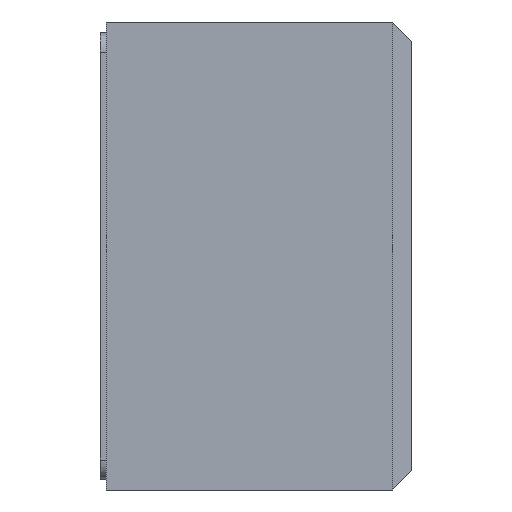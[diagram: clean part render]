
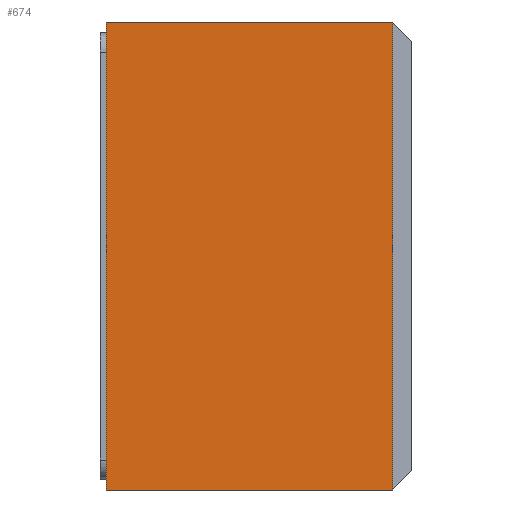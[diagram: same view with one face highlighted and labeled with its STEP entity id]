
A CAD part, left-side view. The second image highlights one B-rep face of the part: STEP entity #674.
In plain terms, the highlighted planar face has unit normal (-1, 0, 0).
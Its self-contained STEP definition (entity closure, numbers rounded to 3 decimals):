
#240 = LINE ( 'NONE', #300, #299 ) ;
#271 = CARTESIAN_POINT ( 'NONE',  ( -75., 48.997, 37.5 ) ) ;
#289 = DIRECTION ( 'NONE',  ( 0., 0., 1. ) ) ;
#290 = VECTOR ( 'NONE', #289, 1000. ) ;
#291 = CARTESIAN_POINT ( 'NONE',  ( -75., 48.997, -37.5 ) ) ;
#292 = LINE ( 'NONE', #291, #290 ) ;
#298 = DIRECTION ( 'NONE',  ( 0., -1., 0. ) ) ;
#299 = VECTOR ( 'NONE', #298, 1000. ) ;
#300 = CARTESIAN_POINT ( 'NONE',  ( -75., 48.997, 37.5 ) ) ;
#674 = ADVANCED_FACE ( 'NONE', ( #1513 ), #1508, .F. ) ;
#675 = EDGE_LOOP ( 'NONE', ( #676, #680, #915, #772 ) ) ;
#676 = ORIENTED_EDGE ( 'NONE', *, *, #677, .T. ) ;
#677 = EDGE_CURVE ( 'NONE', #678, #679, #1503, .T. ) ;
#678 = VERTEX_POINT ( 'NONE', #1537 ) ;
#679 = VERTEX_POINT ( 'NONE', #1563 ) ;
#680 = ORIENTED_EDGE ( 'NONE', *, *, #681, .T. ) ;
#681 = EDGE_CURVE ( 'NONE', #679, #685, #1550, .T. ) ;
#685 = VERTEX_POINT ( 'NONE', #1555 ) ;
#767 = EDGE_CURVE ( 'NONE', #783, #685, #240, .T. ) ;
#771 = EDGE_CURVE ( 'NONE', #678, #783, #292, .T. ) ;
#772 = ORIENTED_EDGE ( 'NONE', *, *, #771, .F. ) ;
#783 = VERTEX_POINT ( 'NONE', #271 ) ;
#915 = ORIENTED_EDGE ( 'NONE', *, *, #767, .F. ) ;
#1332 = DIRECTION ( 'NONE',  ( 0., -1., 0. ) ) ;
#1405 = CARTESIAN_POINT ( 'NONE',  ( -75., 48.997, -37.5 ) ) ;
#1409 = VECTOR ( 'NONE', #1332, 1000. ) ;
#1503 = LINE ( 'NONE', #1405, #1409 ) ;
#1504 = DIRECTION ( 'NONE',  ( 0., 0., -1. ) ) ;
#1505 = DIRECTION ( 'NONE',  ( 1., 0., 0. ) ) ;
#1506 = CARTESIAN_POINT ( 'NONE',  ( -75., 48.997, -37.5 ) ) ;
#1507 = AXIS2_PLACEMENT_3D ( 'NONE', #1506, #1505, #1504 ) ;
#1508 = PLANE ( 'NONE',  #1507 ) ;
#1513 = FACE_OUTER_BOUND ( 'NONE', #675, .T. ) ;
#1537 = CARTESIAN_POINT ( 'NONE',  ( -75., 48.997, -37.5 ) ) ;
#1549 = CARTESIAN_POINT ( 'NONE',  ( -75., 3.048, -37.5 ) ) ;
#1550 = LINE ( 'NONE', #1549, #1562 ) ;
#1555 = CARTESIAN_POINT ( 'NONE',  ( -75., 3.048, 37.5 ) ) ;
#1561 = DIRECTION ( 'NONE',  ( 0., 0., 1. ) ) ;
#1562 = VECTOR ( 'NONE', #1561, 1000. ) ;
#1563 = CARTESIAN_POINT ( 'NONE',  ( -75., 3.048, -37.5 ) ) ;
